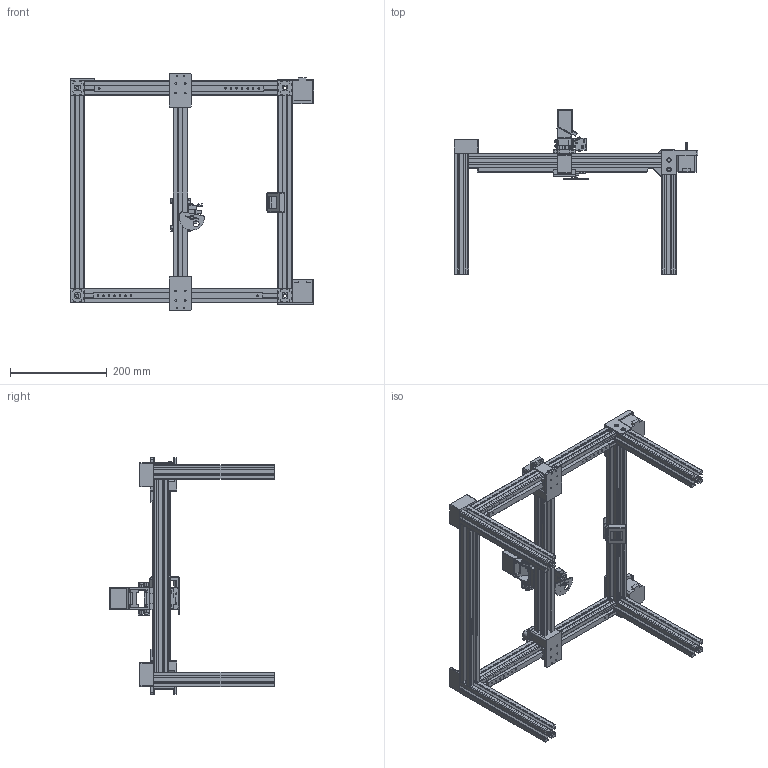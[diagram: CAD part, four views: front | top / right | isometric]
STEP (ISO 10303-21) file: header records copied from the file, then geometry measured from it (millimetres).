
FILE_DESCRIPTION (( 'STEP AP203' ), '1' );
FILE_NAME ('撒料识别装配体 - 副本.STEP', '2025-10-28T04:23:16', ( '' ), ( '' ), 'SwSTEP 2.0', 'SolidWorks 2024', '' );
FILE_SCHEMA (( 'CONFIG_CONTROL_DESIGN' ));
Length unit declared in the file: millimetre
Products named in the file (28): 角连接件右.1; 30铝型材20.; 30铝型材25 - 副本; 滑块; 角连接件左.; 滑块1; 盖子3; tyh阀门; 电机连接件左 3; 30铝型材25; 舵机; 料盒5 - 副本 - 副本; 零件2; tyh料盒; 同步轮; tyh侧面连接件1; 滑轨; 料盒5 - 副本1; 撒料电机.2; 中间铝型材连接件插.9; 中间铝型材连接上右; 电机连接件右 - 副本; 滑轨200; tyh连接; 中间铝型材连接件上7; 盖子分体上; 摄像头外壳; 撒料识别装配体 - 副本
Assembly tree (44 placements, depth 2):
  撒料识别装配体 - 副本
    30铝型材25  x4
    滑轨
    撒料电机.2  x2
    角连接件左.
    滑块  x2
    滑轨200  x2
    30铝型材20.
    电机连接件左 3
    电机连接件右 - 副本
    中间铝型材连接件插.9  x2
    中间铝型材连接件上7
    中间铝型材连接上右
    滑块1
    盖子3
    角连接件右.1
    30铝型材25 - 副本  x4
    零件2  x2
    料盒5 - 副本1
    盖子分体上  x4
    同步轮  x4
    料盒5 - 副本 - 副本
    摄像头外壳
    tyh侧面连接件1
    tyh料盒
    tyh连接
    tyh阀门
    舵机
Bounding box: 505 x 340.93 x 490.3 mm (x, y, z)
Volume: 1685897.5 mm3; surface area: 1052930.9 mm2
Topology: 44 solids, 44 shells, 2291 faces, 6285 edges, 4125 vertices
Faces by surface type: plane 1432, cylinder 765, torus 34, cone 32, bspline 22, sphere 6
Entity records: 51473 total; most frequent: CARTESIAN_POINT 10294, DIRECTION 7894, ORIENTED_EDGE 7804, EDGE_CURVE 3902, LINE 2674, VECTOR 2674, AXIS2_PLACEMENT_3D 2610, VERTEX_POINT 2561
